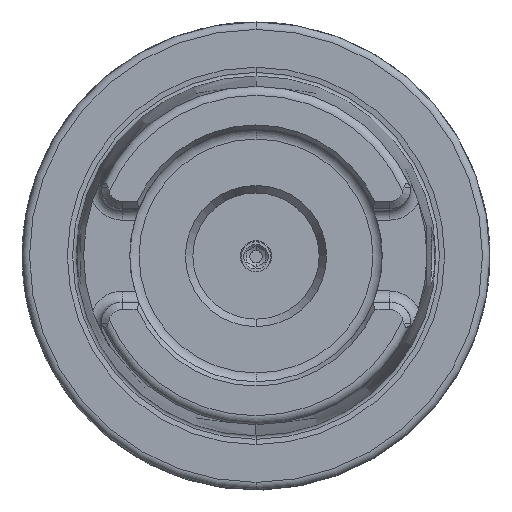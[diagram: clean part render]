
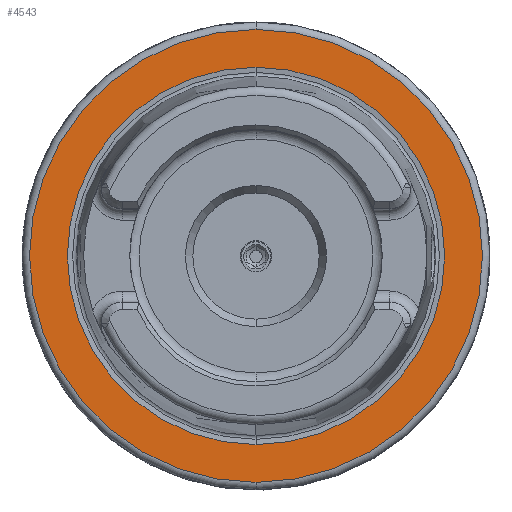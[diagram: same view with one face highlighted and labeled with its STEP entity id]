
A CAD part, top view. The second image highlights one B-rep face of the part: STEP entity #4543.
In plain terms, the highlighted planar face has unit normal (0, 0, 1).
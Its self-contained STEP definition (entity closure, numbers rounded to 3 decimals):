
#1274=CARTESIAN_POINT('',(0,0,26));
#1275=DIRECTION('',(0,0,-1));
#1276=DIRECTION('',(0,1,0));
#1277=AXIS2_PLACEMENT_3D('',#1274,#1275,#1276);
#1287=CARTESIAN_POINT('',(0,0,26));
#1288=DIRECTION('',(0,0,1));
#1289=DIRECTION('',(0,1,0));
#1290=AXIS2_PLACEMENT_3D('',#1287,#1288,#1289);
#1292=CARTESIAN_POINT('',(0,0,26));
#1293=DIRECTION('',(0,0,1));
#1294=DIRECTION('',(0,1,0));
#1295=AXIS2_PLACEMENT_3D('',#1292,#1293,#1294);
#1297=CARTESIAN_POINT('',(0,0,26));
#1298=DIRECTION('',(0,0,1));
#1299=DIRECTION('',(0,-1,0));
#1300=AXIS2_PLACEMENT_3D('',#1297,#1298,#1299);
#2748=CARTESIAN_POINT('',(0,25.409,26));
#2750=VERTEX_POINT('',#2748);
#2784=CARTESIAN_POINT('',(0,-25.409,26));
#2786=VERTEX_POINT('',#2784);
#2850=CARTESIAN_POINT('',(0,30.5,26));
#2851=CARTESIAN_POINT('',(0,-30.5,26));
#2852=VERTEX_POINT('',#2850);
#2853=VERTEX_POINT('',#2851);
#4528=CARTESIAN_POINT('',(0,0,26));
#4529=DIRECTION('',(0,0,-1));
#4530=DIRECTION('',(0,-1,0));
#4531=AXIS2_PLACEMENT_3D('',#4528,#4529,#4530);
#4532=PLANE('',#4531);
#4534=ORIENTED_EDGE('',*,*,#4533,.F.);
#4536=ORIENTED_EDGE('',*,*,#4535,.F.);
#4537=EDGE_LOOP('',(#4534,#4536));
#4538=FACE_OUTER_BOUND('',#4537,.F.);
#4539=ORIENTED_EDGE('',*,*,#4523,.T.);
#4540=ORIENTED_EDGE('',*,*,#4507,.F.);
#4541=EDGE_LOOP('',(#4539,#4540));
#4542=FACE_BOUND('',#4541,.F.);
#4543=ADVANCED_FACE('',(#4538,#4542),#4532,.F.);
#1278=CIRCLE('',#1277,25.409);
#1291=CIRCLE('',#1290,25.409);
#1296=CIRCLE('',#1295,30.5);
#1301=CIRCLE('',#1300,30.5);
#4507=EDGE_CURVE('',#2750,#2786,#1278,.T.);
#4523=EDGE_CURVE('',#2750,#2786,#1291,.T.);
#4533=EDGE_CURVE('',#2852,#2853,#1296,.T.);
#4535=EDGE_CURVE('',#2853,#2852,#1301,.T.);
